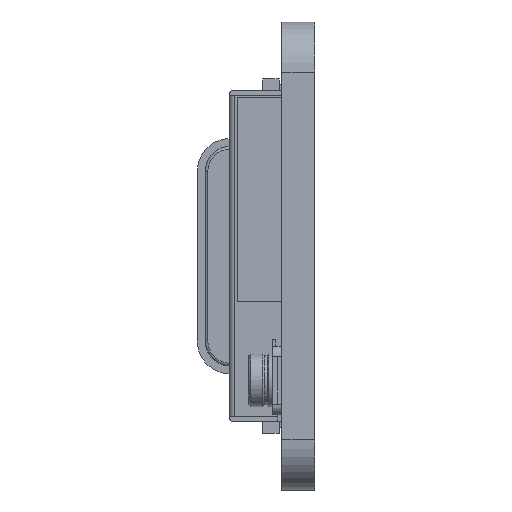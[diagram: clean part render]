
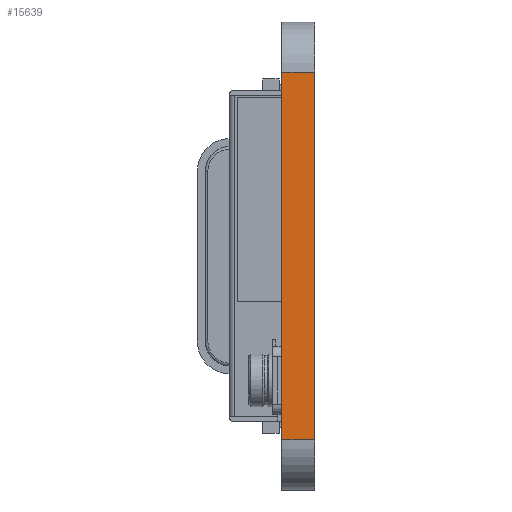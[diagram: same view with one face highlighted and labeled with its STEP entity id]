
A CAD part, left-side view. The second image highlights one B-rep face of the part: STEP entity #15639.
In plain terms, the highlighted planar face has unit normal (-1, 0, 0).
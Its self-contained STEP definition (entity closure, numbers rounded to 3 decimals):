
#1624=FACE_OUTER_BOUND('',#2532,.T.);
#2532=EDGE_LOOP('',(#13071,#13072,#13073,#13074));
#3821=LINE('',#25097,#5542);
#3880=LINE('',#25276,#5601);
#4150=LINE('',#25999,#5871);
#4151=LINE('',#26001,#5872);
#5542=VECTOR('',#20317,10.);
#5601=VECTOR('',#20444,10.);
#5871=VECTOR('',#21120,10.);
#5872=VECTOR('',#21123,10.);
#7082=VERTEX_POINT('',#25094);
#7083=VERTEX_POINT('',#25096);
#7168=VERTEX_POINT('',#25273);
#7169=VERTEX_POINT('',#25275);
#8939=EDGE_CURVE('',#7082,#7083,#3821,.T.);
#9027=EDGE_CURVE('',#7169,#7168,#3880,.T.);
#9392=EDGE_CURVE('',#7169,#7082,#4150,.T.);
#9393=EDGE_CURVE('',#7168,#7083,#4151,.T.);
#13071=ORIENTED_EDGE('',*,*,#9393,.T.);
#13072=ORIENTED_EDGE('',*,*,#8939,.F.);
#13073=ORIENTED_EDGE('',*,*,#9392,.F.);
#13074=ORIENTED_EDGE('',*,*,#9027,.T.);
#14549=PLANE('',#17294);
#15639=ADVANCED_FACE('',(#1624),#14549,.T.);
#17294=AXIS2_PLACEMENT_3D('',#26000,#21121,#21122);
#20317=DIRECTION('',(0.,0.,1.));
#20444=DIRECTION('',(0.,0.,1.));
#21120=DIRECTION('',(0.,1.,0.));
#21121=DIRECTION('center_axis',(-1.,0.,0.));
#21122=DIRECTION('ref_axis',(0.,0.,1.));
#21123=DIRECTION('',(0.,1.,0.));
#25094=CARTESIAN_POINT('',(-8.673,1.,-13.096));
#25096=CARTESIAN_POINT('',(-8.673,1.,0.874));
#25097=CARTESIAN_POINT('',(-8.673,1.,-13.096));
#25273=CARTESIAN_POINT('',(-8.673,-0.25,0.874));
#25275=CARTESIAN_POINT('',(-8.673,-0.25,-13.096));
#25276=CARTESIAN_POINT('',(-8.673,-0.25,-13.096));
#25999=CARTESIAN_POINT('',(-8.673,0.,-13.096));
#26000=CARTESIAN_POINT('Origin',(-8.673,0.,
-13.096));
#26001=CARTESIAN_POINT('',(-8.673,0.,0.874));
